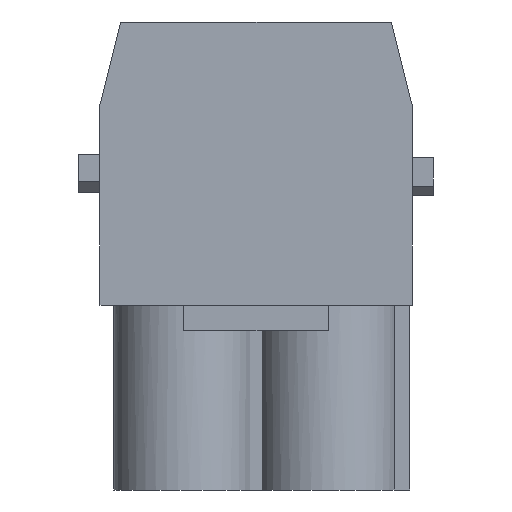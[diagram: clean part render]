
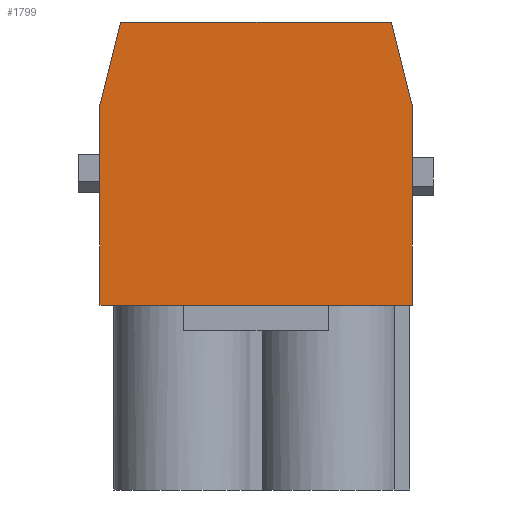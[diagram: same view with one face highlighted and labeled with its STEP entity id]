
A CAD part, left-side view. The second image highlights one B-rep face of the part: STEP entity #1799.
In plain terms, the highlighted planar face has unit normal (-1, 0, 0).
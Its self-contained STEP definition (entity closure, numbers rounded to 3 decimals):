
#1770=AXIS2_PLACEMENT_3D('Plane Axis2P3D',#1767,#1768,#1769) ;
#1607=CARTESIAN_POINT('Vertex',(0.,4.05,45.45)) ;
#1621=CARTESIAN_POINT('Vertex',(0.,30.35,45.45)) ;
#1624=CARTESIAN_POINT('Line Origine',(0.,17.2,45.45)) ;
#1677=CARTESIAN_POINT('Line Origine',(0.,3.05,41.439)) ;
#1681=CARTESIAN_POINT('Vertex',(0.,2.05,37.428)) ;
#1752=CARTESIAN_POINT('Vertex',(0.,32.35,37.428)) ;
#1755=CARTESIAN_POINT('Line Origine',(0.,31.35,41.439)) ;
#1767=CARTESIAN_POINT('Axis2P3D Location',(0.,32.35,23.65)) ;
#1772=CARTESIAN_POINT('Line Origine',(0.,2.05,27.689)) ;
#1776=CARTESIAN_POINT('Vertex',(0.,2.05,17.95)) ;
#1779=CARTESIAN_POINT('Line Origine',(0.,32.35,27.689)) ;
#1783=CARTESIAN_POINT('Vertex',(0.,32.35,17.95)) ;
#1786=CARTESIAN_POINT('Line Origine',(0.,17.2,17.95)) ;
#1625=DIRECTION('Vector Direction',(0.,-1.,0.)) ;
#1678=DIRECTION('Vector Direction',(0.,-0.242,-0.97)) ;
#1756=DIRECTION('Vector Direction',(0.,0.242,-0.97)) ;
#1768=DIRECTION('Axis2P3D Direction',(1.,0.,0.)) ;
#1769=DIRECTION('Axis2P3D XDirection',(0.,1.,0.)) ;
#1773=DIRECTION('Vector Direction',(0.,0.,-1.)) ;
#1780=DIRECTION('Vector Direction',(0.,0.,-1.)) ;
#1787=DIRECTION('Vector Direction',(0.,1.,0.)) ;
#1626=VECTOR('Line Direction',#1625,1.) ;
#1679=VECTOR('Line Direction',#1678,1.) ;
#1757=VECTOR('Line Direction',#1756,1.) ;
#1774=VECTOR('Line Direction',#1773,1.) ;
#1781=VECTOR('Line Direction',#1780,1.) ;
#1788=VECTOR('Line Direction',#1787,1.) ;
#1792=ORIENTED_EDGE('',*,*,#1778,.F.) ;
#1793=ORIENTED_EDGE('',*,*,#1683,.F.) ;
#1794=ORIENTED_EDGE('',*,*,#1628,.F.) ;
#1795=ORIENTED_EDGE('',*,*,#1759,.T.) ;
#1796=ORIENTED_EDGE('',*,*,#1785,.T.) ;
#1797=ORIENTED_EDGE('',*,*,#1790,.F.) ;
#1799=ADVANCED_FACE('Hauptkoerper',(#1798),#1771,.F.) ;
#1628=EDGE_CURVE('',#1622,#1608,#1627,.T.) ;
#1683=EDGE_CURVE('',#1608,#1682,#1680,.T.) ;
#1759=EDGE_CURVE('',#1622,#1753,#1758,.T.) ;
#1778=EDGE_CURVE('',#1682,#1777,#1775,.T.) ;
#1785=EDGE_CURVE('',#1753,#1784,#1782,.T.) ;
#1790=EDGE_CURVE('',#1777,#1784,#1789,.T.) ;
#1791=EDGE_LOOP('',(#1792,#1793,#1794,#1795,#1796,#1797)) ;
#1798=FACE_OUTER_BOUND('',#1791,.T.) ;
#1627=LINE('Line',#1624,#1626) ;
#1680=LINE('Line',#1677,#1679) ;
#1758=LINE('Line',#1755,#1757) ;
#1775=LINE('Line',#1772,#1774) ;
#1782=LINE('Line',#1779,#1781) ;
#1789=LINE('Line',#1786,#1788) ;
#1771=PLANE('',#1770) ;
#1608=VERTEX_POINT('',#1607) ;
#1622=VERTEX_POINT('',#1621) ;
#1682=VERTEX_POINT('',#1681) ;
#1753=VERTEX_POINT('',#1752) ;
#1777=VERTEX_POINT('',#1776) ;
#1784=VERTEX_POINT('',#1783) ;
